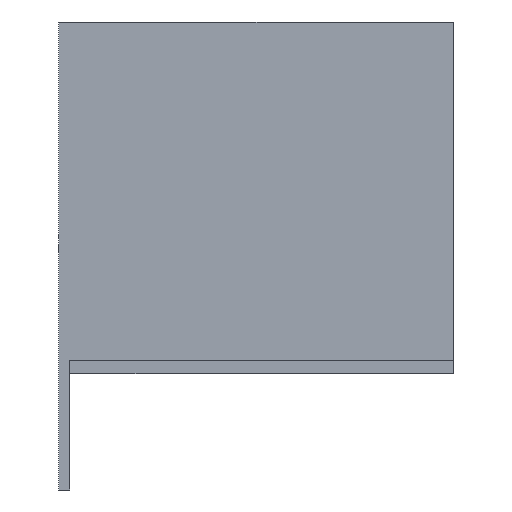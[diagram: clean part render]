
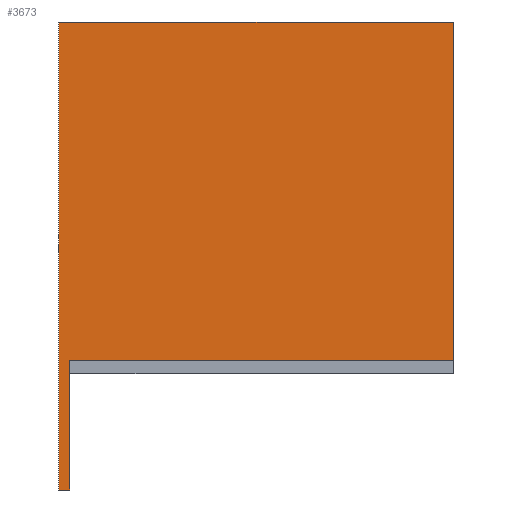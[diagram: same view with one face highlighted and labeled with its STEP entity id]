
A CAD part, left-side view. The second image highlights one B-rep face of the part: STEP entity #3673.
In plain terms, the highlighted planar face has unit normal (-1, 0, 0).
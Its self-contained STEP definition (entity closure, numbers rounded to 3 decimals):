
#3644=AXIS2_PLACEMENT_3D('Plane Axis2P3D',#3641,#3642,#3643) ;
#635=CARTESIAN_POINT('Vertex',(-52.5,68.,112.4)) ;
#638=CARTESIAN_POINT('Line Origine',(-52.5,68.,100.9)) ;
#642=CARTESIAN_POINT('Vertex',(-52.5,68.,89.4)) ;
#1072=CARTESIAN_POINT('Line Origine',(-52.5,69.,89.4)) ;
#1076=CARTESIAN_POINT('Vertex',(-52.5,70.,89.4)) ;
#2172=CARTESIAN_POINT('Line Origine',(-52.5,70.,130.9)) ;
#2176=CARTESIAN_POINT('Vertex',(-52.5,70.,172.4)) ;
#3641=CARTESIAN_POINT('Axis2P3D Location',(-52.5,0.,0.)) ;
#3646=CARTESIAN_POINT('Line Origine',(-52.5,35.,172.4)) ;
#3650=CARTESIAN_POINT('Vertex',(-52.5,0.,172.4)) ;
#3653=CARTESIAN_POINT('Line Origine',(-52.5,34.,112.4)) ;
#3657=CARTESIAN_POINT('Vertex',(-52.5,0.,112.4)) ;
#3660=CARTESIAN_POINT('Line Origine',(-52.5,0.,142.4)) ;
#639=DIRECTION('Vector Direction',(0.,0.,1.)) ;
#1073=DIRECTION('Vector Direction',(0.,-1.,0.)) ;
#2173=DIRECTION('Vector Direction',(0.,0.,-1.)) ;
#3642=DIRECTION('Axis2P3D Direction',(1.,0.,0.)) ;
#3643=DIRECTION('Axis2P3D XDirection',(0.,1.,0.)) ;
#3647=DIRECTION('Vector Direction',(0.,1.,0.)) ;
#3654=DIRECTION('Vector Direction',(0.,-1.,0.)) ;
#3661=DIRECTION('Vector Direction',(0.,0.,1.)) ;
#640=VECTOR('Line Direction',#639,1.) ;
#1074=VECTOR('Line Direction',#1073,1.) ;
#2174=VECTOR('Line Direction',#2173,1.) ;
#3648=VECTOR('Line Direction',#3647,1.) ;
#3655=VECTOR('Line Direction',#3654,1.) ;
#3662=VECTOR('Line Direction',#3661,1.) ;
#3666=ORIENTED_EDGE('',*,*,#3652,.F.) ;
#3667=ORIENTED_EDGE('',*,*,#2178,.F.) ;
#3668=ORIENTED_EDGE('',*,*,#1078,.F.) ;
#3669=ORIENTED_EDGE('',*,*,#644,.F.) ;
#3670=ORIENTED_EDGE('',*,*,#3659,.F.) ;
#3671=ORIENTED_EDGE('',*,*,#3664,.F.) ;
#3673=ADVANCED_FACE('Copriterminale alto HTC superiore',(#3672),#3645,.F.) ;
#644=EDGE_CURVE('',#636,#643,#641,.F.) ;
#1078=EDGE_CURVE('',#643,#1077,#1075,.F.) ;
#2178=EDGE_CURVE('',#1077,#2177,#2175,.F.) ;
#3652=EDGE_CURVE('',#2177,#3651,#3649,.F.) ;
#3659=EDGE_CURVE('',#3658,#636,#3656,.F.) ;
#3664=EDGE_CURVE('',#3651,#3658,#3663,.F.) ;
#3665=EDGE_LOOP('',(#3666,#3667,#3668,#3669,#3670,#3671)) ;
#3672=FACE_OUTER_BOUND('',#3665,.T.) ;
#641=LINE('Line',#638,#640) ;
#1075=LINE('Line',#1072,#1074) ;
#2175=LINE('Line',#2172,#2174) ;
#3649=LINE('Line',#3646,#3648) ;
#3656=LINE('Line',#3653,#3655) ;
#3663=LINE('Line',#3660,#3662) ;
#3645=PLANE('',#3644) ;
#636=VERTEX_POINT('',#635) ;
#643=VERTEX_POINT('',#642) ;
#1077=VERTEX_POINT('',#1076) ;
#2177=VERTEX_POINT('',#2176) ;
#3651=VERTEX_POINT('',#3650) ;
#3658=VERTEX_POINT('',#3657) ;
